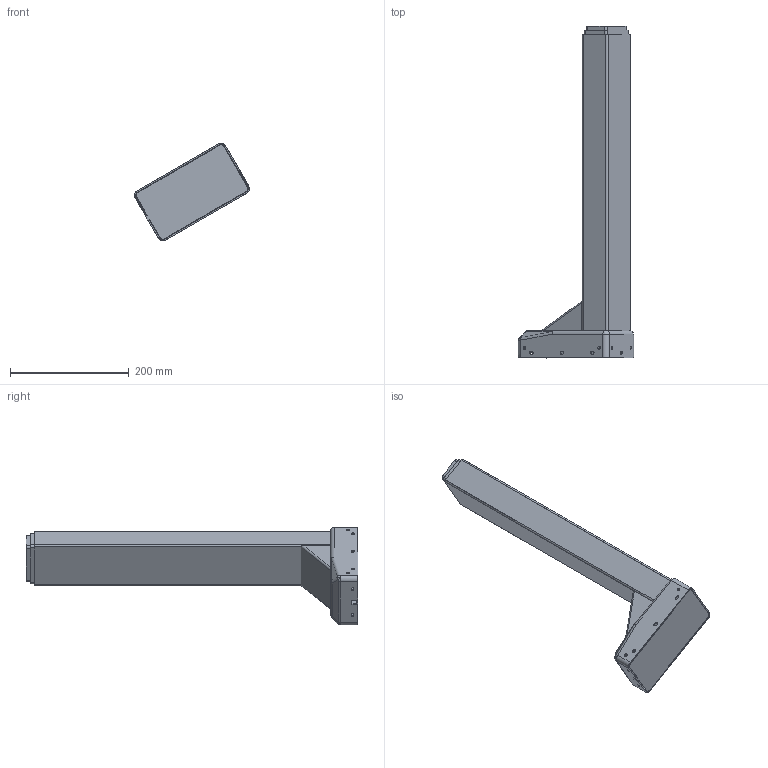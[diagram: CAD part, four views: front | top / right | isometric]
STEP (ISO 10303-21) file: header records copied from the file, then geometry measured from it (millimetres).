
FILE_DESCRIPTION((''),'2;1');
FILE_NAME('002_ASM','2020-01-03T10:25:14',('Administrator'),('捷昌驱动'),'CREO PARAMETRIC BY PTC INC, 2018500','CREO PARAMETRIC BY PTC INC, 2018500','');
FILE_SCHEMA(('CONFIG_CONTROL_DESIGN'));
Length unit declared in the file: millimetre
Products named in the file (8): MANIFOLD_SOLID_BREP_422_1_1_1; MANIFOLD_SOLID_BREP_423_1_1_1; MANIFOLD_SOLID_BREP_424_1_1_1; MANIFOLD_SOLID_BREP_425_1_1_1; MANIFOLD_SOLID_BREP_426_1_1_1; MANIFOLD_SOLID_BREP_428_1_1_1; MANIFOLD_SOLID_BREP_429_1_1_1; 002_ASM
Assembly tree (7 placements, depth 2):
  002_ASM
    MANIFOLD_SOLID_BREP_422_1_1_1
    MANIFOLD_SOLID_BREP_423_1_1_1
    MANIFOLD_SOLID_BREP_424_1_1_1
    MANIFOLD_SOLID_BREP_425_1_1_1
    MANIFOLD_SOLID_BREP_426_1_1_1
    MANIFOLD_SOLID_BREP_428_1_1_1
    MANIFOLD_SOLID_BREP_429_1_1_1
Bounding box: 194.31 x 560 x 164.85 mm (x, y, z)
Volume: 697684.5 mm3; surface area: 817669.2 mm2
Topology: 7 solids, 7 shells, 288 faces, 809 edges, 530 vertices
Faces by surface type: cylinder 132, plane 115, torus 17, bspline 12, sphere 12
Entity records: 10050 total; most frequent: CARTESIAN_POINT 2296, DIRECTION 1601, ORIENTED_EDGE 1594, EDGE_CURVE 797, AXIS2_PLACEMENT_3D 586, VERTEX_POINT 530, VECTOR 429, LINE 429
